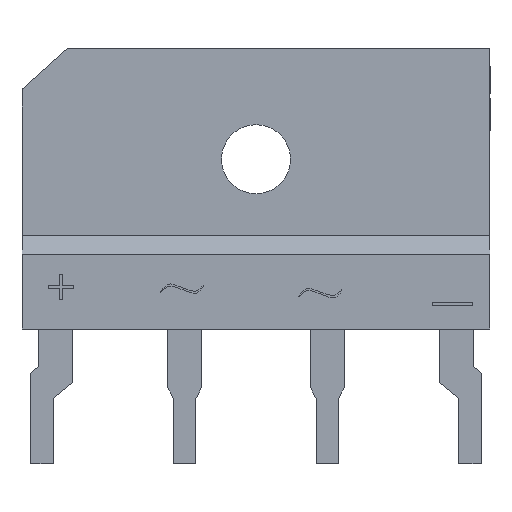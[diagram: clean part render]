
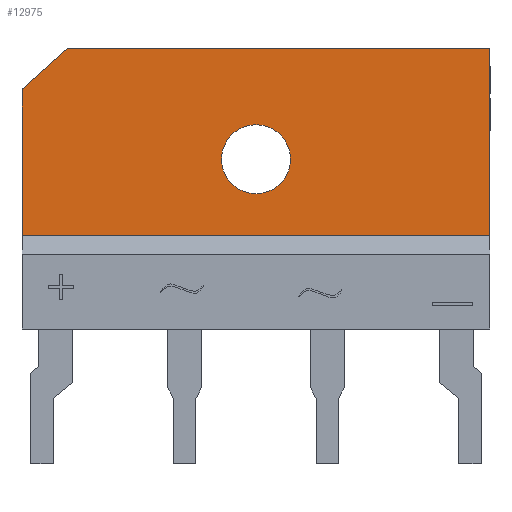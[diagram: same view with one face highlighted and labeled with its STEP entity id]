
A CAD part, front view. The second image highlights one B-rep face of the part: STEP entity #12975.
In plain terms, the highlighted planar face has unit normal (0, -1, 0).
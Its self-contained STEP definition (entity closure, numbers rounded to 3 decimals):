
#89 = LINE ( 'NONE', #10946, #11814 ) ;
#428 = VECTOR ( 'NONE', #4694, 1000. ) ;
#515 = DIRECTION ( 'NONE',  ( 0., -1., 0. ) ) ;
#599 = LINE ( 'NONE', #14109, #428 ) ;
#999 = VERTEX_POINT ( 'NONE', #6034 ) ;
#1374 = CIRCLE ( 'NONE', #13855, 1.844 ) ;
#1429 = DIRECTION ( 'NONE',  ( 0.743, 0., 0.669 ) ) ;
#2255 = AXIS2_PLACEMENT_3D ( 'NONE', #10848, #4252, #16240 ) ;
#2639 = DIRECTION ( 'NONE',  ( 0., 0., 1. ) ) ;
#2824 = CARTESIAN_POINT ( 'NONE',  ( 12.5, -1.25, 15. ) ) ;
#3137 = ORIENTED_EDGE ( 'NONE', *, *, #17356, .T. ) ;
#3474 = ORIENTED_EDGE ( 'NONE', *, *, #5927, .F. ) ;
#3492 = VERTEX_POINT ( 'NONE', #14946 ) ;
#3850 = ORIENTED_EDGE ( 'NONE', *, *, #9195, .T. ) ;
#4179 = CARTESIAN_POINT ( 'NONE',  ( -12.5, -1.25, 5. ) ) ;
#4252 = DIRECTION ( 'NONE',  ( 0., 1., 0. ) ) ;
#4340 = DIRECTION ( 'NONE',  ( 1., 0., 0. ) ) ;
#4694 = DIRECTION ( 'NONE',  ( 1., 0., 0. ) ) ;
#5094 = VECTOR ( 'NONE', #16652, 1000. ) ;
#5390 = VECTOR ( 'NONE', #2639, 1000. ) ;
#5603 = LINE ( 'NONE', #4179, #14498 ) ;
#5750 = CARTESIAN_POINT ( 'NONE',  ( -12.5, -1.25, 15. ) ) ;
#5766 = FACE_BOUND ( 'NONE', #14039, .T. ) ;
#5927 = EDGE_CURVE ( 'NONE', #999, #3492, #7344, .T. ) ;
#6034 = CARTESIAN_POINT ( 'NONE',  ( -1.844, -1.25, 9.071 ) ) ;
#6248 = DIRECTION ( 'NONE',  ( 0., -1., 0. ) ) ;
#7344 = CIRCLE ( 'NONE', #17215, 1.844 ) ;
#7731 = VERTEX_POINT ( 'NONE', #9698 ) ;
#7857 = ORIENTED_EDGE ( 'NONE', *, *, #10799, .F. ) ;
#8904 = VERTEX_POINT ( 'NONE', #14867 ) ;
#9195 = EDGE_CURVE ( 'NONE', #10829, #7731, #5603, .T. ) ;
#9624 = DIRECTION ( 'NONE',  ( 1., 0., 0. ) ) ;
#9677 = ORIENTED_EDGE ( 'NONE', *, *, #16322, .F. ) ;
#9698 = CARTESIAN_POINT ( 'NONE',  ( 12.5, -1.25, 5. ) ) ;
#9926 = EDGE_LOOP ( 'NONE', ( #9677, #3850, #3137, #15679, #7857 ) ) ;
#9971 = CARTESIAN_POINT ( 'NONE',  ( 0., -1.25, 9.071 ) ) ;
#10799 = EDGE_CURVE ( 'NONE', #15563, #8904, #89, .T. ) ;
#10829 = VERTEX_POINT ( 'NONE', #12449 ) ;
#10848 = CARTESIAN_POINT ( 'NONE',  ( -12.5, -1.25, 15. ) ) ;
#10932 = FACE_OUTER_BOUND ( 'NONE', #9926, .T. ) ;
#10946 = CARTESIAN_POINT ( 'NONE',  ( -12.5, -1.25, 12.824 ) ) ;
#11020 = PLANE ( 'NONE',  #2255 ) ;
#11671 = VERTEX_POINT ( 'NONE', #14610 ) ;
#11814 = VECTOR ( 'NONE', #1429, 1000. ) ;
#12449 = CARTESIAN_POINT ( 'NONE',  ( -12.5, -1.25, 5. ) ) ;
#12542 = EDGE_CURVE ( 'NONE', #3492, #999, #1374, .T. ) ;
#12975 = ADVANCED_FACE ( 'NONE', ( #5766, #10932 ), #11020, .F. ) ;
#13855 = AXIS2_PLACEMENT_3D ( 'NONE', #15455, #6248, #17035 ) ;
#14039 = EDGE_LOOP ( 'NONE', ( #16018, #3474 ) ) ;
#14109 = CARTESIAN_POINT ( 'NONE',  ( -12.5, -1.25, 15. ) ) ;
#14498 = VECTOR ( 'NONE', #9624, 1000. ) ;
#14610 = CARTESIAN_POINT ( 'NONE',  ( 12.5, -1.25, 15. ) ) ;
#14867 = CARTESIAN_POINT ( 'NONE',  ( -10.081, -1.25, 15. ) ) ;
#14946 = CARTESIAN_POINT ( 'NONE',  ( 1.844, -1.25, 9.071 ) ) ;
#15318 = EDGE_CURVE ( 'NONE', #8904, #11671, #599, .T. ) ;
#15322 = CARTESIAN_POINT ( 'NONE',  ( -12.5, -1.25, 12.824 ) ) ;
#15455 = CARTESIAN_POINT ( 'NONE',  ( 0., -1.25, 9.071 ) ) ;
#15563 = VERTEX_POINT ( 'NONE', #15322 ) ;
#15679 = ORIENTED_EDGE ( 'NONE', *, *, #15318, .F. ) ;
#16018 = ORIENTED_EDGE ( 'NONE', *, *, #12542, .F. ) ;
#16240 = DIRECTION ( 'NONE',  ( -1., 0., 0. ) ) ;
#16322 = EDGE_CURVE ( 'NONE', #10829, #15563, #16825, .T. ) ;
#16652 = DIRECTION ( 'NONE',  ( 0., 0., 1. ) ) ;
#16825 = LINE ( 'NONE', #5750, #5094 ) ;
#17035 = DIRECTION ( 'NONE',  ( 1., 0., 0. ) ) ;
#17215 = AXIS2_PLACEMENT_3D ( 'NONE', #9971, #515, #4340 ) ;
#17356 = EDGE_CURVE ( 'NONE', #7731, #11671, #17517, .T. ) ;
#17517 = LINE ( 'NONE', #2824, #5390 ) ;
